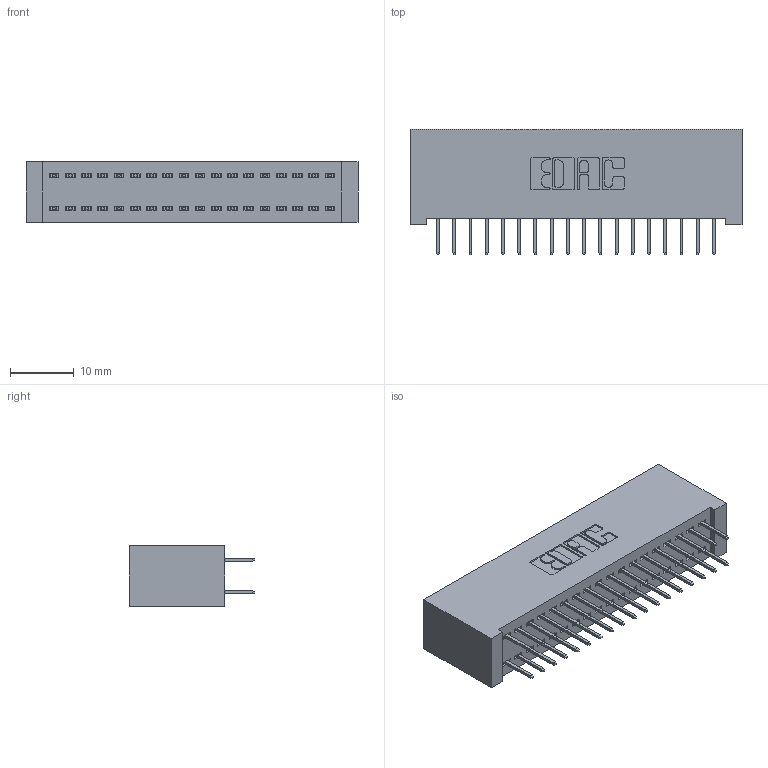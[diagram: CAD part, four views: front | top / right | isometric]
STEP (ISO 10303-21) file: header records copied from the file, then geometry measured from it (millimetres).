
FILE_DESCRIPTION (( 'STEP AP203' ), '1' );
FILE_NAME ('342-036-524-201.STEP', '2019-10-02T13:20:50', ( '' ), ( '' ), 'SwSTEP 2.0', 'SolidWorks 2016', '' );
FILE_SCHEMA (( 'CONFIG_CONTROL_DESIGN' ));
Length unit declared in the file: inch
Products named in the file (3): 342 Part_Lugless; 345-292-001_345-293-124; 342-036-524-201
Assembly tree (37 placements, depth 2):
  342-036-524-201
    342 Part_Lugless
    345-292-001_345-293-124  x36
Bounding box: 51.97 x 19.69 x 9.4 mm (x, y, z)
Volume: 4940.8 mm3; surface area: 7755.5 mm2
Topology: 37 solids, 37 shells, 2118 faces, 5999 edges, 3854 vertices
Faces by surface type: plane 1574, cylinder 544
Entity records: 14349 total; most frequent: CARTESIAN_POINT 2402, ORIENTED_EDGE 2338, DIRECTION 2089, EDGE_CURVE 1169, LINE 1053, VECTOR 1053, VERTEX_POINT 774, AXIS2_PLACEMENT_3D 518
